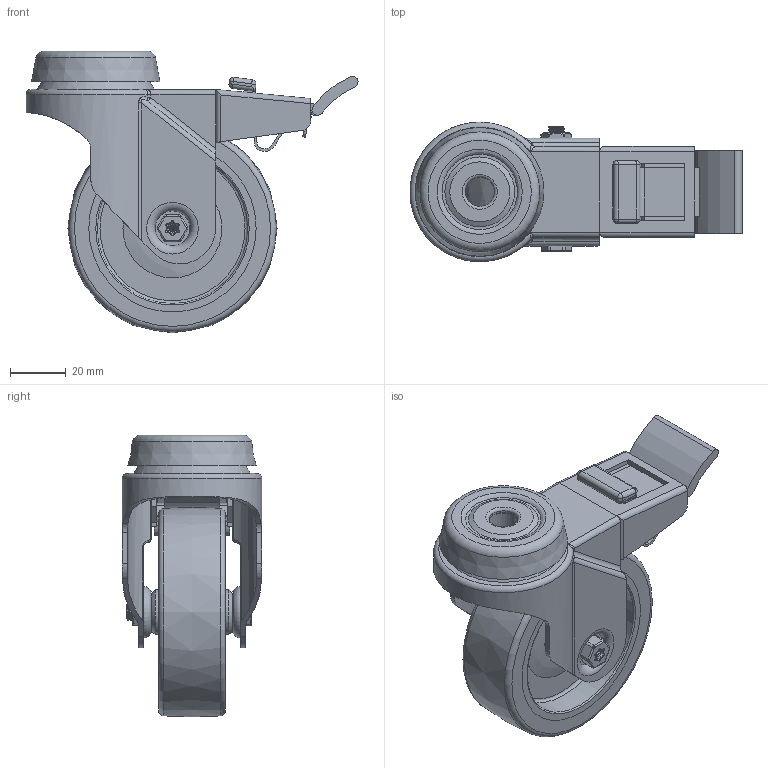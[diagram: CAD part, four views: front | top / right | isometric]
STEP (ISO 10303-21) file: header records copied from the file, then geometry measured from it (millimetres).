
FILE_DESCRIPTION(/* description */ ('','CAx-IF Rec.Pracs.---Representation and Presentation of Product Manufacturing Information (PMI)---4.0---2014-10-13'),/* implementation_level */ '2;1');
FILE_NAME(/* name */ 'BZRA75VGRBH10SWB.step',/* time_stamp */ '2025-03-07T14:36:15Z',/* author */ (''),/* organization */ (''),/* preprocessor_version */ 'ST-DEVELOPER v20',/* originating_system */ 'Autodesk Translation Framework v13.20.0.188',/* authorisation */ '');
FILE_SCHEMA (('AP242_MANAGED_MODEL_BASED_3D_ENGINEERING_MIM_LF { 1 0 10303 442 1 1 4 }'));
Length unit declared in the file: millimetre
Products named in the file (16): BZRA75VGRBH10SWB; BZRA75ASBH10SWB v1; ZINC PLATED PRESSED STEEL HEAD; ZINC PLATED PRESSED STEEL FORKS; ZINC PLATED PRESSED STEEL BRAKE; NYLON BRAKE PEDAL; BRAKE PAD; BZL75WVGR8 v1; POLYPROPYLENE RIM; THERMOPLASTIC RUBBER TYRE; TUBEM8X31 v1; ZINC PLATED AXLE TUBE; BOLTBZRA6MM v2; ZINC PLATED AXLE BOLT; NM6GR8HALFGR8 v1; ZINC PLATED LOCKING NUT
Assembly tree (15 placements, depth 3):
  BZRA75VGRBH10SWB
    BZRA75ASBH10SWB v1
      ZINC PLATED PRESSED STEEL HEAD
      ZINC PLATED PRESSED STEEL FORKS
      ZINC PLATED PRESSED STEEL BRAKE
      NYLON BRAKE PEDAL
      BRAKE PAD
    BZL75WVGR8 v1
      POLYPROPYLENE RIM
      THERMOPLASTIC RUBBER TYRE
    TUBEM8X31 v1
      ZINC PLATED AXLE TUBE
    BOLTBZRA6MM v2
      ZINC PLATED AXLE BOLT
    NM6GR8HALFGR8 v1
      ZINC PLATED LOCKING NUT
Bounding box: 119 x 50 x 101 mm (x, y, z)
Volume: 102725.1 mm3; surface area: 69052.6 mm2
Topology: 10 solids, 10 shells, 497 faces, 1271 edges, 801 vertices
Faces by surface type: plane 209, cylinder 160, bspline 59, torus 37, cone 24, sphere 8
Full cylindrical faces by diameter (mm): 4.744 x2, 5.884 x4, 6 x2, 6.4 x1, 6.5 x1, 8 x2, 8.4 x1, 8.5 x1, 10.5 x1, 10.561 x1, 14.761 x1, 16 x2, 18 x1, 39 x1, 54 x2, 60 x2
Entity records: 28407 total; most frequent: CARTESIAN_POINT 16048, ORIENTED_EDGE 2522, DIRECTION 2510, EDGE_CURVE 1261, AXIS2_PLACEMENT_3D 953, VERTEX_POINT 801, LINE 604, VECTOR 604
